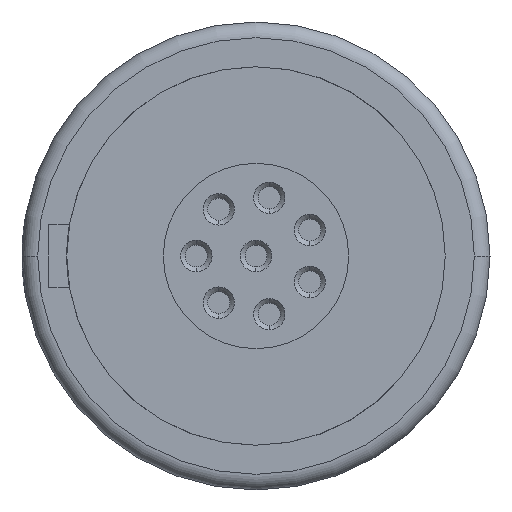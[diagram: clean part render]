
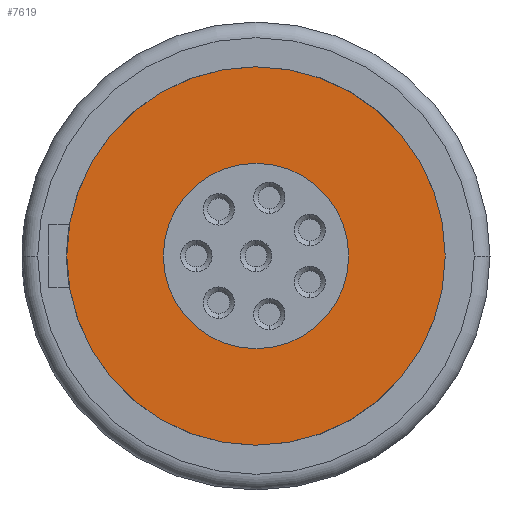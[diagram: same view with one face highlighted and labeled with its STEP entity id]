
A CAD part, left-side view. The second image highlights one B-rep face of the part: STEP entity #7619.
In plain terms, the highlighted planar face has unit normal (-1, 0, 0).
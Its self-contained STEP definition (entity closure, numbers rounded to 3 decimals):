
#3201=CARTESIAN_POINT('',(-1.,0.,0.));
#3202=DIRECTION('',(-1.,0.,0.));
#3203=DIRECTION('',(0.,1.,0.));
#3204=AXIS2_PLACEMENT_3D('',#3201,#3202,#3203);
#3206=CARTESIAN_POINT('',(-1.,0.,0.));
#3207=DIRECTION('',(1.,0.,0.));
#3208=DIRECTION('',(0.,1.,0.));
#3209=AXIS2_PLACEMENT_3D('',#3206,#3207,#3208);
#3211=CARTESIAN_POINT('',(-1.,0.,0.));
#3212=DIRECTION('',(-1.,0.,0.));
#3213=DIRECTION('',(0.,0.,1.));
#3214=AXIS2_PLACEMENT_3D('',#3211,#3212,#3213);
#3216=CARTESIAN_POINT('',(-1.,0.,0.));
#3217=DIRECTION('',(-1.,0.,0.));
#3218=DIRECTION('',(0.,0.,-1.));
#3219=AXIS2_PLACEMENT_3D('',#3216,#3217,#3218);
#3615=CARTESIAN_POINT('',(-1.,0.,-2.95));
#3616=VERTEX_POINT('',#3615);
#3617=CARTESIAN_POINT('',(-1.,0.,2.95));
#3618=VERTEX_POINT('',#3617);
#3942=CARTESIAN_POINT('',(-1.,-6.025,0.));
#3944=VERTEX_POINT('',#3942);
#3949=CARTESIAN_POINT('',(-1.,6.025,0.));
#3950=VERTEX_POINT('',#3949);
#7604=CARTESIAN_POINT('',(-1.,0.,0.));
#7605=DIRECTION('',(1.,0.,0.));
#7606=DIRECTION('',(0.,-1.,0.));
#7607=AXIS2_PLACEMENT_3D('',#7604,#7605,#7606);
#7608=PLANE('',#7607);
#7609=ORIENTED_EDGE('',*,*,#7595,.F.);
#7610=ORIENTED_EDGE('',*,*,#7581,.T.);
#7611=EDGE_LOOP('',(#7609,#7610));
#7612=FACE_OUTER_BOUND('',#7611,.F.);
#7614=ORIENTED_EDGE('',*,*,#7613,.T.);
#7616=ORIENTED_EDGE('',*,*,#7615,.T.);
#7617=EDGE_LOOP('',(#7614,#7616));
#7618=FACE_BOUND('',#7617,.F.);
#7619=ADVANCED_FACE('',(#7612,#7618),#7608,.F.);
#3205=CIRCLE('',#3204,6.025);
#3210=CIRCLE('',#3209,6.025);
#3215=CIRCLE('',#3214,2.95);
#3220=CIRCLE('',#3219,2.95);
#7581=EDGE_CURVE('',#3950,#3944,#3210,.T.);
#7595=EDGE_CURVE('',#3950,#3944,#3205,.T.);
#7613=EDGE_CURVE('',#3618,#3616,#3215,.T.);
#7615=EDGE_CURVE('',#3616,#3618,#3220,.T.);
